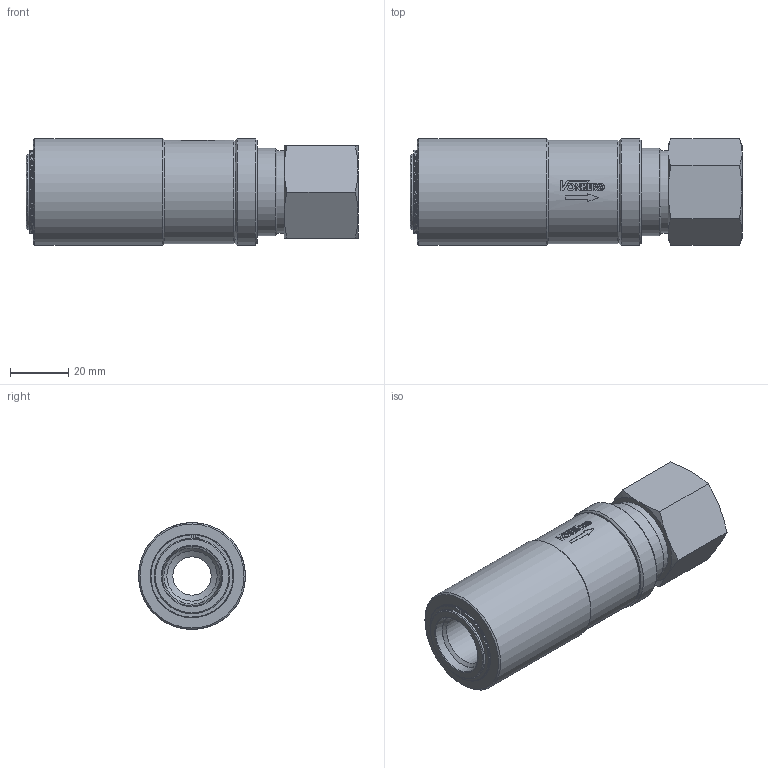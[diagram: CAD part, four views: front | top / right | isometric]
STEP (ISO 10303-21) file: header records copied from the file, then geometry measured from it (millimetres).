
FILE_DESCRIPTION((''),'2;1');
FILE_NAME('32008.stp','2015-02-05T10:37:23',('jml'),(''),'Autodesk Inventor 2010','Autodesk Inventor 2010','');
FILE_SCHEMA(('AUTOMOTIVE_DESIGN { 1 0 10303 214 1 1 1 1 }'));
Length unit declared in the file: inch
Products named in the file (8): 32008 (LevelofDetail1); 221304; 320175; 320176; 990256; 021 O-RING; 021 BACKUP; 022 O-RING
Assembly tree (8 placements, depth 2):
  32008 (LevelofDetail1)
    221304
    320175
    320176
    990256
    021 O-RING
    021 BACKUP  x2
    022 O-RING
Bounding box: 114.3 x 36.83 x 36.83 mm (x, y, z)
Volume: 84227.7 mm3; surface area: 37292.5 mm2
Topology: 8 solids, 8 shells, 235 faces, 556 edges, 354 vertices
Faces by surface type: plane 95, cylinder 48, cone 46, bspline 38, torus 8
Full cylindrical faces by diameter (mm): 22.606 x1, 23.647 x1, 24.435 x2, 24.486 x1, 24.765 x1, 25.476 x1, 25.984 x1, 26.34 x7, 26.695 x2, 26.81 x1, 26.924 x1, 26.975 x2, 28.296 x2, 28.321 x1, 28.397 x1, 28.727 x1, 29.388 x1, 30.15 x1, 30.277 x1, 35.56 x1, 36.83 x2
Entity records: 11974 total; most frequent: CARTESIAN_POINT 6935, ORIENTED_EDGE 914, DIRECTION 896, EDGE_CURVE 457, AXIS2_PLACEMENT_3D 368, EDGE_LOOP 337, VERTEX_POINT 330, FACE_OUTER_BOUND 231
